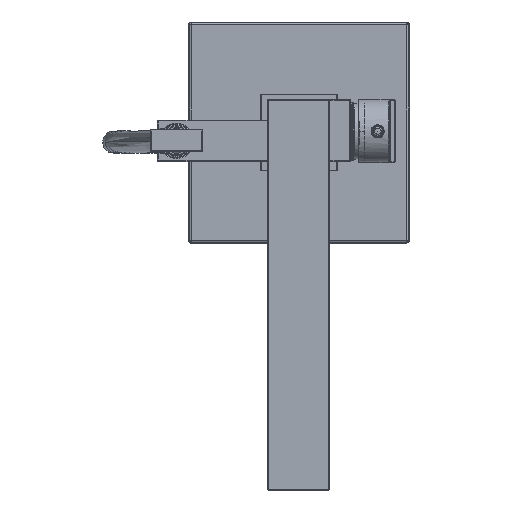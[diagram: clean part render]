
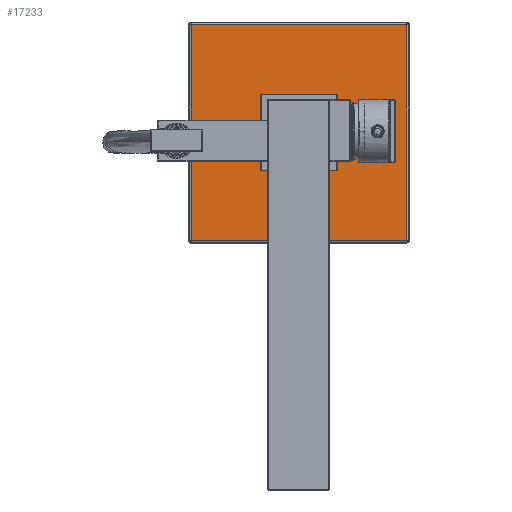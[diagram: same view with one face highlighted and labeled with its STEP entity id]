
A CAD part, top view. The second image highlights one B-rep face of the part: STEP entity #17233.
In plain terms, the highlighted planar face has unit normal (0, 0, 1).
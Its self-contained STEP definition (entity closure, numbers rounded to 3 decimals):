
#16911=CARTESIAN_POINT('',(29.518,145.839,-467.533));
#16912=VERTEX_POINT('',#16911);
#16919=CARTESIAN_POINT('',(29.664,146.192,-467.533));
#16920=VERTEX_POINT('',#16919);
#16921=CARTESIAN_POINT('',(29.164,146.192,-467.533));
#16922=DIRECTION('',(-0.,-0.,-1.));
#16923=DIRECTION('',(0.,-1.,0.));
#16924=AXIS2_PLACEMENT_3D('',#16921,#16922,#16923);
#16925=CIRCLE('',#16924,0.5);
#16926=EDGE_CURVE('',#16920,#16912,#16925,.T.);
#16950=CARTESIAN_POINT('',(29.664,197.192,-467.533));
#16951=VERTEX_POINT('',#16950);
#16952=CARTESIAN_POINT('',(29.664,146.192,-467.533));
#16953=DIRECTION('',(0.,1.,-0.));
#16954=VECTOR('',#16953,51.);
#16955=LINE('',#16952,#16954);
#16956=EDGE_CURVE('',#16920,#16951,#16955,.T.);
#16973=CARTESIAN_POINT('',(29.518,197.546,-467.533));
#16974=VERTEX_POINT('',#16973);
#16981=CARTESIAN_POINT('',(29.164,197.692,-467.533));
#16982=VERTEX_POINT('',#16981);
#16983=CARTESIAN_POINT('',(29.164,197.192,-467.533));
#16984=DIRECTION('',(-0.,-0.,-1.));
#16985=DIRECTION('',(0.,-1.,0.));
#16986=AXIS2_PLACEMENT_3D('',#16983,#16984,#16985);
#16987=CIRCLE('',#16986,0.5);
#16988=EDGE_CURVE('',#16982,#16974,#16987,.T.);
#17012=CARTESIAN_POINT('',(-21.836,197.692,-467.533));
#17013=VERTEX_POINT('',#17012);
#17014=CARTESIAN_POINT('',(29.164,197.692,-467.533));
#17015=DIRECTION('',(-1.,0.,0.));
#17016=VECTOR('',#17015,51.);
#17017=LINE('',#17014,#17016);
#17018=EDGE_CURVE('',#16982,#17013,#17017,.T.);
#17035=CARTESIAN_POINT('',(-22.189,197.546,-467.533));
#17036=VERTEX_POINT('',#17035);
#17043=CARTESIAN_POINT('',(-22.336,197.192,-467.533));
#17044=VERTEX_POINT('',#17043);
#17045=CARTESIAN_POINT('',(-21.836,197.192,-467.533));
#17046=DIRECTION('',(-0.,-0.,-1.));
#17047=DIRECTION('',(0.,-1.,0.));
#17048=AXIS2_PLACEMENT_3D('',#17045,#17046,#17047);
#17049=CIRCLE('',#17048,0.5);
#17050=EDGE_CURVE('',#17044,#17036,#17049,.T.);
#17074=CARTESIAN_POINT('',(-22.336,146.192,-467.533));
#17075=VERTEX_POINT('',#17074);
#17076=CARTESIAN_POINT('',(-22.336,197.192,-467.533));
#17077=DIRECTION('',(0.,-1.,0.));
#17078=VECTOR('',#17077,51.);
#17079=LINE('',#17076,#17078);
#17080=EDGE_CURVE('',#17044,#17075,#17079,.T.);
#17099=CARTESIAN_POINT('',(-22.189,145.839,-467.533));
#17100=VERTEX_POINT('',#17099);
#17107=CARTESIAN_POINT('',(-21.836,145.692,-467.533));
#17108=VERTEX_POINT('',#17107);
#17109=CARTESIAN_POINT('',(-21.836,146.192,-467.533));
#17110=DIRECTION('',(-0.,-0.,-1.));
#17111=DIRECTION('',(0.,-1.,0.));
#17112=AXIS2_PLACEMENT_3D('',#17109,#17110,#17111);
#17113=CIRCLE('',#17112,0.5);
#17114=EDGE_CURVE('',#17108,#17100,#17113,.T.);
#17138=CARTESIAN_POINT('',(29.164,145.692,-467.533));
#17139=VERTEX_POINT('',#17138);
#17140=CARTESIAN_POINT('',(-21.836,145.692,-467.533));
#17141=DIRECTION('',(1.,0.,-0.));
#17142=VECTOR('',#17141,51.);
#17143=LINE('',#17140,#17142);
#17144=EDGE_CURVE('',#17108,#17139,#17143,.T.);
#17156=CARTESIAN_POINT('',(3.664,171.692,-467.533));
#17157=DIRECTION('',(0.,0.,1.));
#17158=DIRECTION('',(0.,-1.,0.));
#17159=AXIS2_PLACEMENT_3D('',#17156,#17157,#17158);
#17160=PLANE('',#17159);
#17161=CARTESIAN_POINT('',(76.664,244.692,-467.533));
#17162=VERTEX_POINT('',#17161);
#17163=CARTESIAN_POINT('',(76.664,98.692,-467.533));
#17164=VERTEX_POINT('',#17163);
#17165=CARTESIAN_POINT('',(76.664,244.692,-467.533));
#17166=DIRECTION('',(-0.,-1.,0.));
#17167=VECTOR('',#17166,146.);
#17168=LINE('',#17165,#17167);
#17169=EDGE_CURVE('',#17162,#17164,#17168,.T.);
#17170=ORIENTED_EDGE('',*,*,#17169,.F.);
#17171=CARTESIAN_POINT('',(-69.336,244.692,-467.533));
#17172=VERTEX_POINT('',#17171);
#17173=CARTESIAN_POINT('',(-69.336,244.692,-467.533));
#17174=DIRECTION('',(1.,-0.,-0.));
#17175=VECTOR('',#17174,146.);
#17176=LINE('',#17173,#17175);
#17177=EDGE_CURVE('',#17172,#17162,#17176,.T.);
#17178=ORIENTED_EDGE('',*,*,#17177,.F.);
#17179=CARTESIAN_POINT('',(-69.336,98.692,-467.533));
#17180=VERTEX_POINT('',#17179);
#17181=CARTESIAN_POINT('',(-69.336,98.692,-467.533));
#17182=DIRECTION('',(-0.,1.,-0.));
#17183=VECTOR('',#17182,146.);
#17184=LINE('',#17181,#17183);
#17185=EDGE_CURVE('',#17180,#17172,#17184,.T.);
#17186=ORIENTED_EDGE('',*,*,#17185,.F.);
#17187=CARTESIAN_POINT('',(76.664,98.692,-467.533));
#17188=DIRECTION('',(-1.,-0.,0.));
#17189=VECTOR('',#17188,146.);
#17190=LINE('',#17187,#17189);
#17191=EDGE_CURVE('',#17164,#17180,#17190,.T.);
#17192=ORIENTED_EDGE('',*,*,#17191,.F.);
#17193=EDGE_LOOP('',(#17170,#17178,#17186,#17192));
#17194=FACE_BOUND('',#17193,.T.);
#17195=ORIENTED_EDGE('',*,*,#16926,.T.);
#17196=CARTESIAN_POINT('',(29.164,146.192,-467.533));
#17197=DIRECTION('',(-0.,-0.,-1.));
#17198=DIRECTION('',(0.,-1.,0.));
#17199=AXIS2_PLACEMENT_3D('',#17196,#17197,#17198);
#17200=CIRCLE('',#17199,0.5);
#17201=EDGE_CURVE('',#16912,#17139,#17200,.T.);
#17202=ORIENTED_EDGE('',*,*,#17201,.T.);
#17203=ORIENTED_EDGE('',*,*,#17144,.F.);
#17204=ORIENTED_EDGE('',*,*,#17114,.T.);
#17205=CARTESIAN_POINT('',(-21.836,146.192,-467.533));
#17206=DIRECTION('',(-0.,-0.,-1.));
#17207=DIRECTION('',(0.,-1.,0.));
#17208=AXIS2_PLACEMENT_3D('',#17205,#17206,#17207);
#17209=CIRCLE('',#17208,0.5);
#17210=EDGE_CURVE('',#17100,#17075,#17209,.T.);
#17211=ORIENTED_EDGE('',*,*,#17210,.T.);
#17212=ORIENTED_EDGE('',*,*,#17080,.F.);
#17213=ORIENTED_EDGE('',*,*,#17050,.T.);
#17214=CARTESIAN_POINT('',(-21.836,197.192,-467.533));
#17215=DIRECTION('',(-0.,-0.,-1.));
#17216=DIRECTION('',(0.,-1.,0.));
#17217=AXIS2_PLACEMENT_3D('',#17214,#17215,#17216);
#17218=CIRCLE('',#17217,0.5);
#17219=EDGE_CURVE('',#17036,#17013,#17218,.T.);
#17220=ORIENTED_EDGE('',*,*,#17219,.T.);
#17221=ORIENTED_EDGE('',*,*,#17018,.F.);
#17222=ORIENTED_EDGE('',*,*,#16988,.T.);
#17223=CARTESIAN_POINT('',(29.164,197.192,-467.533));
#17224=DIRECTION('',(-0.,-0.,-1.));
#17225=DIRECTION('',(0.,-1.,0.));
#17226=AXIS2_PLACEMENT_3D('',#17223,#17224,#17225);
#17227=CIRCLE('',#17226,0.5);
#17228=EDGE_CURVE('',#16974,#16951,#17227,.T.);
#17229=ORIENTED_EDGE('',*,*,#17228,.T.);
#17230=ORIENTED_EDGE('',*,*,#16956,.F.);
#17231=EDGE_LOOP('',(#17195,#17202,#17203,#17204,#17211,#17212,#17213,#17220,#17221,#17222,#17229,#17230));
#17232=FACE_BOUND('',#17231,.T.);
#17233=ADVANCED_FACE('',(#17194,#17232),#17160,.T.);
